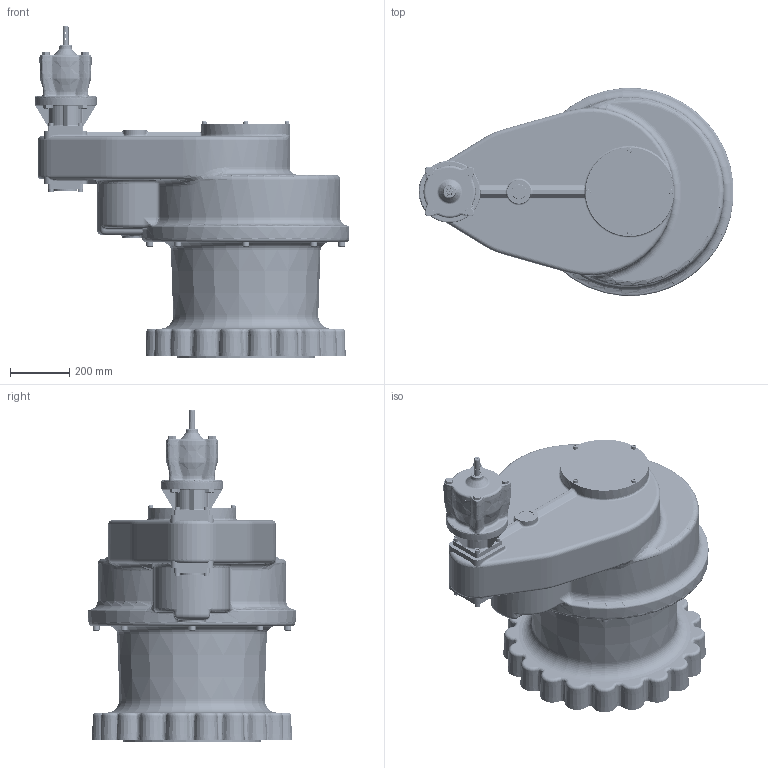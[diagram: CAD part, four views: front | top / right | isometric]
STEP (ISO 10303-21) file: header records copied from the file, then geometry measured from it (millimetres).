
FILE_DESCRIPTION(/* description */ ('Unknown'),/* implementation_level */ '2;1');
FILE_NAME(/* name */ 'PUB-HOS21MPR28-662.4-MAN-F60_SOLID_0-1',/* time_stamp */ '2019-10-22T10:54:22+01:00',/* author */ ('Unknown'),/* organization */ ('Unknown'),/* preprocessor_version */ 'ST-DEVELOPER v16.7',/* originating_system */ 'DEX',/* authorisation */ $);
FILE_SCHEMA (('AUTOMOTIVE_DESIGN {1 0 10303 214 3 1 1}'));
Length unit declared in the file: millimetre
Products named in the file (1): PUB-HOS21MPR28-662.4-MAN-F60_SOLID_0-1
Bounding box: 1066.53 x 704.35 x 1124.47 mm (x, y, z)
Volume: 210600853 mm3; surface area: 4154040.4 mm2
Topology: 1 solids, 1 shells, 7739 faces, 23652 edges, 15483 vertices
Faces by surface type: cylinder 3498, plane 2672, bspline 666, cone 481, torus 384, sphere 38
Full cylindrical faces by diameter (mm): 2.5 x2, 5 x3, 6 x6, 6.647 x6, 8.376 x6, 15 x3, 16 x4, 17 x3, 18 x8, 20 x3, 22.098 x1, 23 x2, 24 x8, 25 x4, 26 x2, 28 x3, 30 x1, 31.67 x40, 36 x1, 50 x1, 60 x1, 80 x2, 100 x1, 130 x1, 138 x1, 162 x1, 165 x1, 210 x1, 230 x1, 245 x1
Entity records: 293783 total; most frequent: CARTESIAN_POINT 90560, ORIENTED_EDGE 46018, DIRECTION 39936, EDGE_CURVE 23009, AXIS2_PLACEMENT_3D 16048, VERTEX_POINT 15310, CIRCLE 8946, FACE_BOUND 8463
